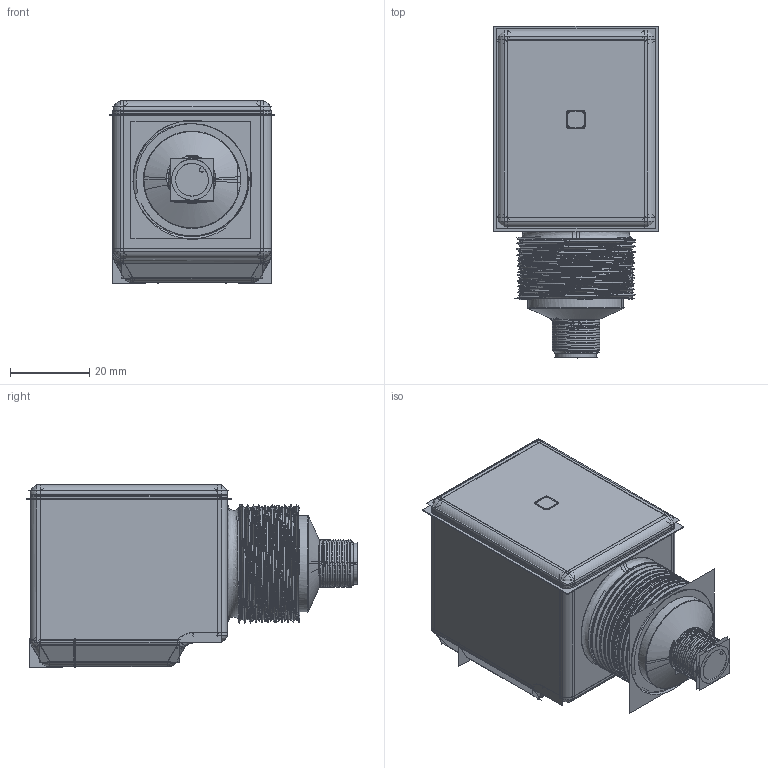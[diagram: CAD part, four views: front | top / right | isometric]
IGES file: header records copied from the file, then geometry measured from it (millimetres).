
Start section:  PTC IGES file: 156729_sm01.igs
Global section: file name: 156729_sm01.igs; native system: Creo Parametric by PTC Inc.; preprocessor: 2019292; author: PDMAdmin; organization: Unknown; date: 20221107.143213; units: millimetre
Bounding box: 41.58 x 83.96 x 46.23 mm (x, y, z)
Volume: 101217.2 mm3; surface area: 74980.1 mm2
Topology: 1 solids, 1 shells, 496 faces, 2468 edges, 3085 vertices
Faces by surface type: bspline 264, revolution 232
